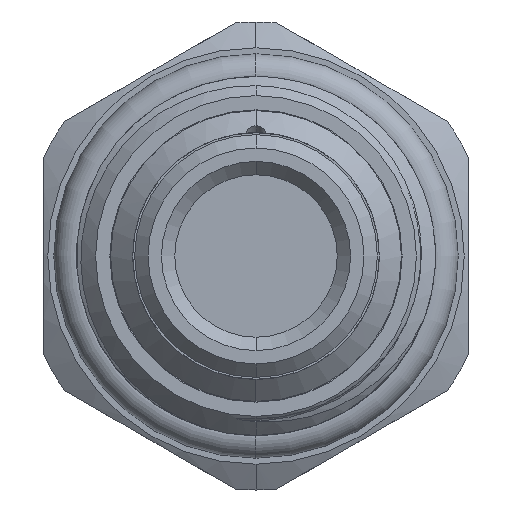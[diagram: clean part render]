
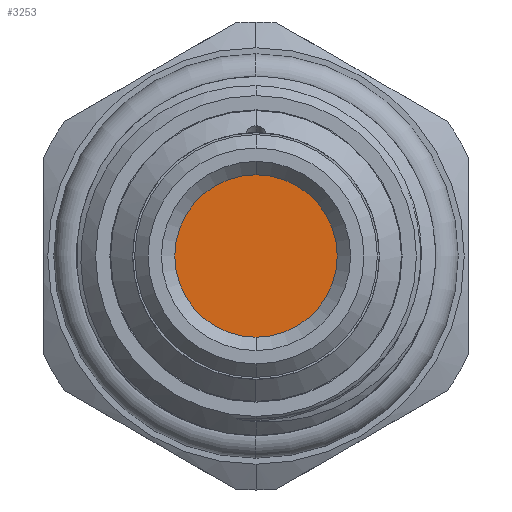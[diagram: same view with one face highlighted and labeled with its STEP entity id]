
A CAD part, left-side view. The second image highlights one B-rep face of the part: STEP entity #3253.
In plain terms, the highlighted planar face has unit normal (-1, 0, 0).
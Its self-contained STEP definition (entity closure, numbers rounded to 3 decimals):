
#176 = DIRECTION ( 'NONE',  ( 0., 0., 1. ) ) ;
#847 = CARTESIAN_POINT ( 'NONE',  ( -35.1, 0., 0. ) ) ;
#908 = DIRECTION ( 'NONE',  ( -1., 0., 0. ) ) ;
#1039 = CARTESIAN_POINT ( 'NONE',  ( -35.1, 0., 0. ) ) ;
#1373 = CARTESIAN_POINT ( 'NONE',  ( -35.1, 0., 4.25 ) ) ;
#1498 = VERTEX_POINT ( 'NONE', #2449 ) ;
#2133 = ORIENTED_EDGE ( 'NONE', *, *, #2466, .T. ) ;
#2316 = ORIENTED_EDGE ( 'NONE', *, *, #2871, .T. ) ;
#2413 = PLANE ( 'NONE',  #5776 ) ;
#2449 = CARTESIAN_POINT ( 'NONE',  ( -35.1, 0., -4.25 ) ) ;
#2451 = DIRECTION ( 'NONE',  ( -1., 0., 0. ) ) ;
#2466 = EDGE_CURVE ( 'NONE', #2971, #1498, #3943, .T. ) ;
#2566 = AXIS2_PLACEMENT_3D ( 'NONE', #847, #908, #5494 ) ;
#2641 = FACE_OUTER_BOUND ( 'NONE', #4564, .T. ) ;
#2871 = EDGE_CURVE ( 'NONE', #1498, #2971, #4450, .T. ) ;
#2971 = VERTEX_POINT ( 'NONE', #1373 ) ;
#2973 = AXIS2_PLACEMENT_3D ( 'NONE', #5140, #5640, #176 ) ;
#3253 = ADVANCED_FACE ( 'NONE', ( #2641 ), #2413, .T. ) ;
#3943 = CIRCLE ( 'NONE', #2973, 4.25 ) ;
#4450 = CIRCLE ( 'NONE', #2566, 4.25 ) ;
#4564 = EDGE_LOOP ( 'NONE', ( #2316, #2133 ) ) ;
#5140 = CARTESIAN_POINT ( 'NONE',  ( -35.1, 0., 0. ) ) ;
#5494 = DIRECTION ( 'NONE',  ( 0., 0., 1. ) ) ;
#5640 = DIRECTION ( 'NONE',  ( -1., 0., 0. ) ) ;
#5695 = DIRECTION ( 'NONE',  ( 0., 0., 1. ) ) ;
#5776 = AXIS2_PLACEMENT_3D ( 'NONE', #1039, #2451, #5695 ) ;
